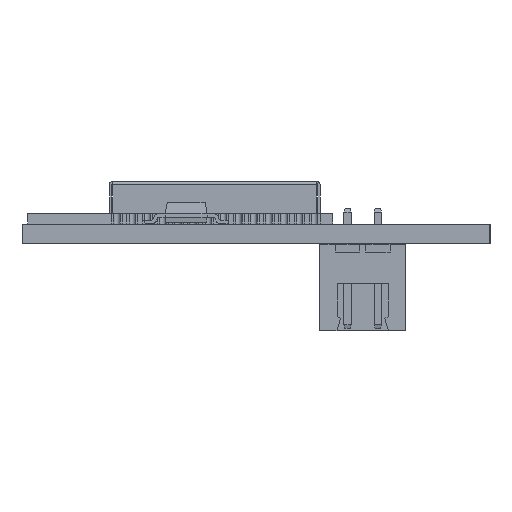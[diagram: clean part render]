
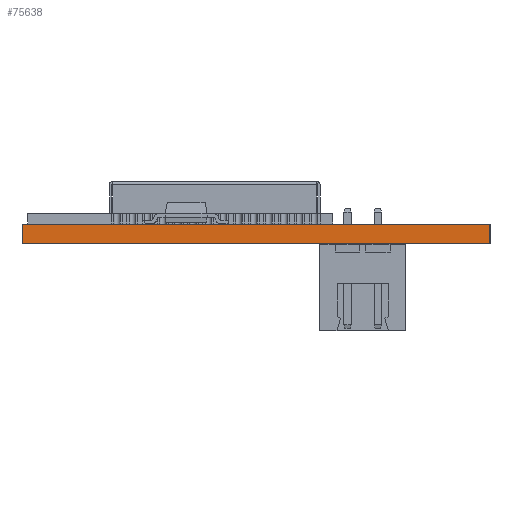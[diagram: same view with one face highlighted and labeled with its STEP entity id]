
A CAD part, left-side view. The second image highlights one B-rep face of the part: STEP entity #75638.
In plain terms, the highlighted planar face has unit normal (-1, 0, 0).
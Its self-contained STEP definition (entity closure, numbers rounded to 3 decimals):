
#75638 = ADVANCED_FACE('',(#75639),#75653,.T.);
#75639 = FACE_BOUND('',#75640,.T.);
#75640 = EDGE_LOOP('',(#75641,#75676,#75704,#75732));
#75641 = ORIENTED_EDGE('',*,*,#75642,.T.);
#75642 = EDGE_CURVE('',#75643,#75645,#75647,.T.);
#75643 = VERTEX_POINT('',#75644);
#75644 = CARTESIAN_POINT('',(82.,-119.634,0.));
#75645 = VERTEX_POINT('',#75646);
#75646 = CARTESIAN_POINT('',(82.,-119.634,1.6));
#75647 = SURFACE_CURVE('',#75648,(#75652,#75664),.PCURVE_S1.);
#75648 = LINE('',#75649,#75650);
#75649 = CARTESIAN_POINT('',(82.,-119.634,0.));
#75650 = VECTOR('',#75651,1.);
#75651 = DIRECTION('',(0.,0.,1.));
#75652 = PCURVE('',#75653,#75658);
#75653 = PLANE('',#75654);
#75654 = AXIS2_PLACEMENT_3D('',#75655,#75656,#75657);
#75655 = CARTESIAN_POINT('',(82.,-119.634,0.));
#75656 = DIRECTION('',(-1.,0.,0.));
#75657 = DIRECTION('',(0.,1.,0.));
#75658 = DEFINITIONAL_REPRESENTATION('',(#75659),#75663);
#75659 = LINE('',#75660,#75661);
#75660 = CARTESIAN_POINT('',(0.,0.));
#75661 = VECTOR('',#75662,1.);
#75662 = DIRECTION('',(0.,-1.));
#75663 = ( GEOMETRIC_REPRESENTATION_CONTEXT(2) 
PARAMETRIC_REPRESENTATION_CONTEXT() REPRESENTATION_CONTEXT('2D SPACE',''
  ) );
#75664 = PCURVE('',#75665,#75670);
#75665 = PLANE('',#75666);
#75666 = AXIS2_PLACEMENT_3D('',#75667,#75668,#75669);
#75667 = CARTESIAN_POINT('',(121.158,-119.634,0.));
#75668 = DIRECTION('',(0.,-1.,0.));
#75669 = DIRECTION('',(-1.,0.,0.));
#75670 = DEFINITIONAL_REPRESENTATION('',(#75671),#75675);
#75671 = LINE('',#75672,#75673);
#75672 = CARTESIAN_POINT('',(39.158,0.));
#75673 = VECTOR('',#75674,1.);
#75674 = DIRECTION('',(0.,-1.));
#75675 = ( GEOMETRIC_REPRESENTATION_CONTEXT(2) 
PARAMETRIC_REPRESENTATION_CONTEXT() REPRESENTATION_CONTEXT('2D SPACE',''
  ) );
#75676 = ORIENTED_EDGE('',*,*,#75677,.T.);
#75677 = EDGE_CURVE('',#75645,#75678,#75680,.T.);
#75678 = VERTEX_POINT('',#75679);
#75679 = CARTESIAN_POINT('',(82.,-80.508,1.6));
#75680 = SURFACE_CURVE('',#75681,(#75685,#75692),.PCURVE_S1.);
#75681 = LINE('',#75682,#75683);
#75682 = CARTESIAN_POINT('',(82.,-119.634,1.6));
#75683 = VECTOR('',#75684,1.);
#75684 = DIRECTION('',(0.,1.,0.));
#75685 = PCURVE('',#75653,#75686);
#75686 = DEFINITIONAL_REPRESENTATION('',(#75687),#75691);
#75687 = LINE('',#75688,#75689);
#75688 = CARTESIAN_POINT('',(0.,-1.6));
#75689 = VECTOR('',#75690,1.);
#75690 = DIRECTION('',(1.,0.));
#75691 = ( GEOMETRIC_REPRESENTATION_CONTEXT(2) 
PARAMETRIC_REPRESENTATION_CONTEXT() REPRESENTATION_CONTEXT('2D SPACE',''
  ) );
#75692 = PCURVE('',#75693,#75698);
#75693 = PLANE('',#75694);
#75694 = AXIS2_PLACEMENT_3D('',#75695,#75696,#75697);
#75695 = CARTESIAN_POINT('',(101.579,-100.071,1.6));
#75696 = DIRECTION('',(-0.,-0.,-1.));
#75697 = DIRECTION('',(-1.,0.,0.));
#75698 = DEFINITIONAL_REPRESENTATION('',(#75699),#75703);
#75699 = LINE('',#75700,#75701);
#75700 = CARTESIAN_POINT('',(19.579,-19.563));
#75701 = VECTOR('',#75702,1.);
#75702 = DIRECTION('',(0.,1.));
#75703 = ( GEOMETRIC_REPRESENTATION_CONTEXT(2) 
PARAMETRIC_REPRESENTATION_CONTEXT() REPRESENTATION_CONTEXT('2D SPACE',''
  ) );
#75704 = ORIENTED_EDGE('',*,*,#75705,.F.);
#75705 = EDGE_CURVE('',#75706,#75678,#75708,.T.);
#75706 = VERTEX_POINT('',#75707);
#75707 = CARTESIAN_POINT('',(82.,-80.508,0.));
#75708 = SURFACE_CURVE('',#75709,(#75713,#75720),.PCURVE_S1.);
#75709 = LINE('',#75710,#75711);
#75710 = CARTESIAN_POINT('',(82.,-80.508,0.));
#75711 = VECTOR('',#75712,1.);
#75712 = DIRECTION('',(0.,0.,1.));
#75713 = PCURVE('',#75653,#75714);
#75714 = DEFINITIONAL_REPRESENTATION('',(#75715),#75719);
#75715 = LINE('',#75716,#75717);
#75716 = CARTESIAN_POINT('',(39.126,0.));
#75717 = VECTOR('',#75718,1.);
#75718 = DIRECTION('',(0.,-1.));
#75719 = ( GEOMETRIC_REPRESENTATION_CONTEXT(2) 
PARAMETRIC_REPRESENTATION_CONTEXT() REPRESENTATION_CONTEXT('2D SPACE',''
  ) );
#75720 = PCURVE('',#75721,#75726);
#75721 = PLANE('',#75722);
#75722 = AXIS2_PLACEMENT_3D('',#75723,#75724,#75725);
#75723 = CARTESIAN_POINT('',(82.,-80.508,0.));
#75724 = DIRECTION('',(0.,1.,0.));
#75725 = DIRECTION('',(1.,0.,0.));
#75726 = DEFINITIONAL_REPRESENTATION('',(#75727),#75731);
#75727 = LINE('',#75728,#75729);
#75728 = CARTESIAN_POINT('',(0.,0.));
#75729 = VECTOR('',#75730,1.);
#75730 = DIRECTION('',(0.,-1.));
#75731 = ( GEOMETRIC_REPRESENTATION_CONTEXT(2) 
PARAMETRIC_REPRESENTATION_CONTEXT() REPRESENTATION_CONTEXT('2D SPACE',''
  ) );
#75732 = ORIENTED_EDGE('',*,*,#75733,.F.);
#75733 = EDGE_CURVE('',#75643,#75706,#75734,.T.);
#75734 = SURFACE_CURVE('',#75735,(#75739,#75746),.PCURVE_S1.);
#75735 = LINE('',#75736,#75737);
#75736 = CARTESIAN_POINT('',(82.,-119.634,0.));
#75737 = VECTOR('',#75738,1.);
#75738 = DIRECTION('',(0.,1.,0.));
#75739 = PCURVE('',#75653,#75740);
#75740 = DEFINITIONAL_REPRESENTATION('',(#75741),#75745);
#75741 = LINE('',#75742,#75743);
#75742 = CARTESIAN_POINT('',(0.,0.));
#75743 = VECTOR('',#75744,1.);
#75744 = DIRECTION('',(1.,0.));
#75745 = ( GEOMETRIC_REPRESENTATION_CONTEXT(2) 
PARAMETRIC_REPRESENTATION_CONTEXT() REPRESENTATION_CONTEXT('2D SPACE',''
  ) );
#75746 = PCURVE('',#75747,#75752);
#75747 = PLANE('',#75748);
#75748 = AXIS2_PLACEMENT_3D('',#75749,#75750,#75751);
#75749 = CARTESIAN_POINT('',(101.579,-100.071,0.));
#75750 = DIRECTION('',(-0.,-0.,-1.));
#75751 = DIRECTION('',(-1.,0.,0.));
#75752 = DEFINITIONAL_REPRESENTATION('',(#75753),#75757);
#75753 = LINE('',#75754,#75755);
#75754 = CARTESIAN_POINT('',(19.579,-19.563));
#75755 = VECTOR('',#75756,1.);
#75756 = DIRECTION('',(0.,1.));
#75757 = ( GEOMETRIC_REPRESENTATION_CONTEXT(2) 
PARAMETRIC_REPRESENTATION_CONTEXT() REPRESENTATION_CONTEXT('2D SPACE',''
  ) );
